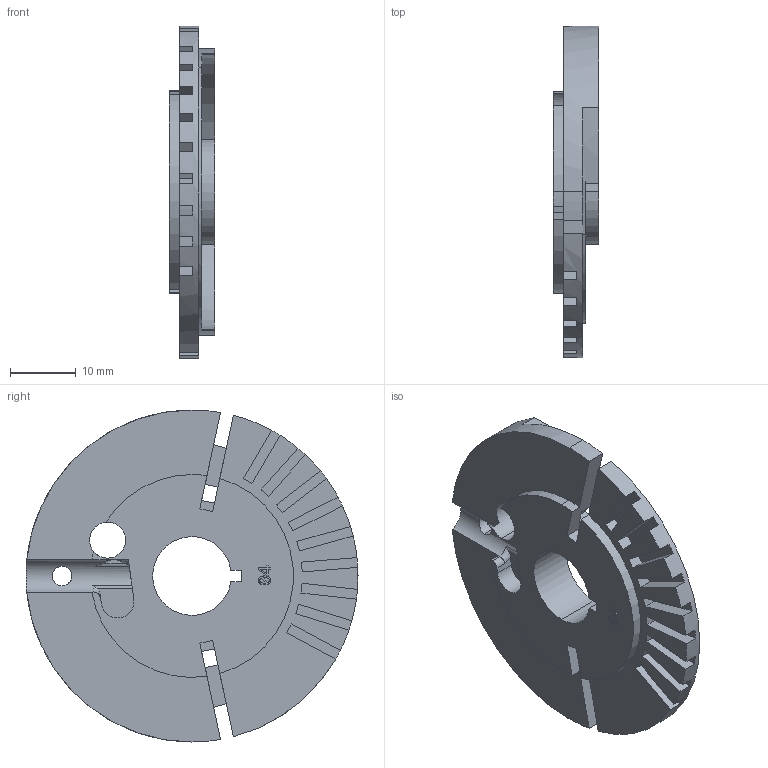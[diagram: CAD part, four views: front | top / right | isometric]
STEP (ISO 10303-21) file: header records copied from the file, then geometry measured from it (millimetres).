
FILE_DESCRIPTION (( 'STEP AP214' ), '1' );
FILE_NAME ('Drum - Disc 04.STEP', '2025-07-06T08:34:52', ( '' ), ( '' ), 'SwSTEP 2.0', 'SolidWorks 2025', '' );
FILE_SCHEMA (( 'AUTOMOTIVE_DESIGN' ));
Length unit declared in the file: millimetre
Products named in the file (1): Drum - Disc 04
Bounding box: 7 x 50.65 x 50.65 mm (x, y, z)
Volume: 7076.7 mm3; surface area: 5760.5 mm2
Topology: 1 solids, 1 shells, 173 faces, 496 edges, 327 vertices
Faces by surface type: plane 110, cylinder 44, bspline 19
Entity records: 6723 total; most frequent: CARTESIAN_POINT 2235, ORIENTED_EDGE 992, DIRECTION 845, EDGE_CURVE 496, LINE 331, VECTOR 331, VERTEX_POINT 327, AXIS2_PLACEMENT_3D 257
